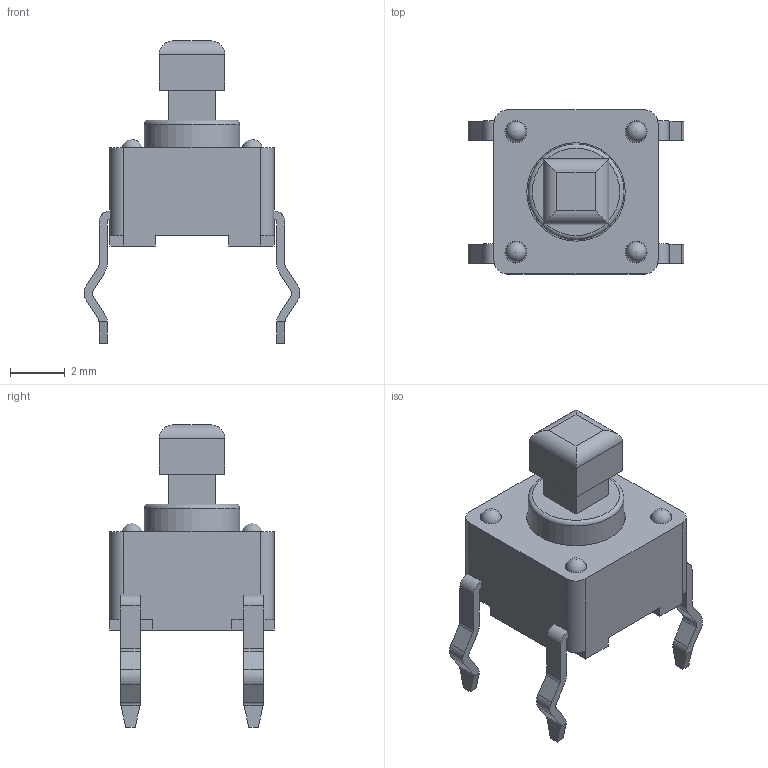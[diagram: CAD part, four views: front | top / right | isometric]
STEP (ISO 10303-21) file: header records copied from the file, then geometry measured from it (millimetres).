
FILE_DESCRIPTION(('FreeCAD Model'),'2;1');
FILE_NAME('Open CASCADE Shape Model','2023-08-07T00:46:14',( 'kicad StepUp'),('ksu MCAD'),'Open CASCADE STEP processor 7.5', 'FreeCAD','Unknown');
FILE_SCHEMA(('AUTOMOTIVE_DESIGN { 1 0 10303 214 1 1 1 1 }'));
Length unit declared in the file: millimetre
Products named in the file (1): E-Switch_TL1105TFxxxx
Bounding box: 7.89 x 6 x 11.05 mm (x, y, z)
Volume: 119.3 mm3; surface area: 348.3 mm2
Topology: 1 solids, 2 shells, 241 faces, 627 edges, 407 vertices
Faces by surface type: plane 159, cylinder 76, sphere 4, torus 1, bspline 1
Full cylindrical faces by diameter (mm): 0.75 x4, 0.8 x4, 1 x1, 3.5 x1, 3.6 x1, 5 x1
Entity records: 9056 total; most frequent: CARTESIAN_POINT 1383, ORIENTED_EDGE 1244, DIRECTION 1220, EDGE_CURVE 622, LINE 450, VECTOR 450, VERTEX_POINT 407, AXIS2_PLACEMENT_3D 385
